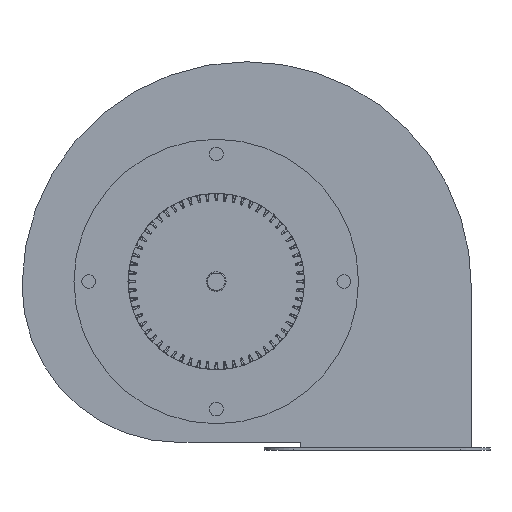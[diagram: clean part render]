
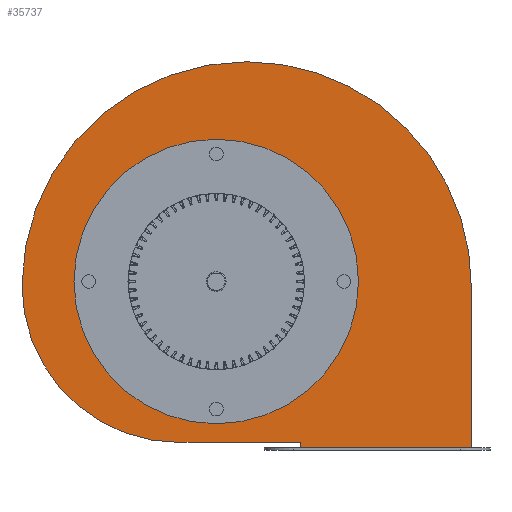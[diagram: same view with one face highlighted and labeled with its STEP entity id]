
A CAD part, left-side view. The second image highlights one B-rep face of the part: STEP entity #35737.
In plain terms, the highlighted face is planar.
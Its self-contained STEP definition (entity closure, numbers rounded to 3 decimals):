
#577 = LINE ( 'NONE', #28845, #44570 ) ;
#1229 = VERTEX_POINT ( 'NONE', #38451 ) ;
#2523 = DIRECTION ( 'NONE',  ( 0., -1., 0. ) ) ;
#4959 = EDGE_CURVE ( 'NONE', #50105, #8657, #49402, .T. ) ;
#5238 = DIRECTION ( 'NONE',  ( -1., 0., 0. ) ) ;
#5725 = ORIENTED_EDGE ( 'NONE', *, *, #38339, .T. ) ;
#6439 = ORIENTED_EDGE ( 'NONE', *, *, #28209, .T. ) ;
#8015 = DIRECTION ( 'NONE',  ( 0., 0., -1. ) ) ;
#8087 = VERTEX_POINT ( 'NONE', #20740 ) ;
#8203 = CARTESIAN_POINT ( 'NONE',  ( 0., 0., 44. ) ) ;
#8232 = AXIS2_PLACEMENT_3D ( 'NONE', #55650, #32648, #19725 ) ;
#8522 = LINE ( 'NONE', #49143, #35234 ) ;
#8618 = EDGE_CURVE ( 'NONE', #23224, #12429, #31173, .T. ) ;
#8657 = VERTEX_POINT ( 'NONE', #57682 ) ;
#8802 = DIRECTION ( 'NONE',  ( -1., 0., 0. ) ) ;
#8937 = EDGE_LOOP ( 'NONE', ( #31805, #6439, #15798, #26372, #54878, #12796, #5725 ) ) ;
#9385 = DIRECTION ( 'NONE',  ( 1., 0., 0. ) ) ;
#11689 = DIRECTION ( 'NONE',  ( 0., 0., -1. ) ) ;
#12357 = FACE_BOUND ( 'NONE', #26311, .T. ) ;
#12429 = VERTEX_POINT ( 'NONE', #49179 ) ;
#12796 = ORIENTED_EDGE ( 'NONE', *, *, #39889, .F. ) ;
#14133 = CARTESIAN_POINT ( 'NONE',  ( 112.001, -15.5, 44. ) ) ;
#15028 = DIRECTION ( 'NONE',  ( 0., -1., 0. ) ) ;
#15798 = ORIENTED_EDGE ( 'NONE', *, *, #46769, .F. ) ;
#16109 = DIRECTION ( 'NONE',  ( 1., 0., 0. ) ) ;
#19029 = VERTEX_POINT ( 'NONE', #31592 ) ;
#19725 = DIRECTION ( 'NONE',  ( 1., 0., 0. ) ) ;
#20323 = EDGE_CURVE ( 'NONE', #54564, #50105, #55828, .T. ) ;
#20740 = CARTESIAN_POINT ( 'NONE',  ( -72.5, 0., 44. ) ) ;
#21542 = DIRECTION ( 'NONE',  ( 1., 0., 0. ) ) ;
#23224 = VERTEX_POINT ( 'NONE', #31708 ) ;
#24348 = LINE ( 'NONE', #38445, #44198 ) ;
#25015 = CIRCLE ( 'NONE', #54179, 80. ) ;
#25159 = CIRCLE ( 'NONE', #8232, 72.5 ) ;
#25678 = AXIS2_PLACEMENT_3D ( 'NONE', #8203, #57655, #9385 ) ;
#26311 = EDGE_LOOP ( 'NONE', ( #46309, #38122 ) ) ;
#26372 = ORIENTED_EDGE ( 'NONE', *, *, #4959, .F. ) ;
#28209 = EDGE_CURVE ( 'NONE', #12429, #1229, #24348, .T. ) ;
#28845 = CARTESIAN_POINT ( 'NONE',  ( -82., 0., 44. ) ) ;
#31152 = EDGE_CURVE ( 'NONE', #8087, #44777, #25159, .T. ) ;
#31173 = LINE ( 'NONE', #49437, #56199 ) ;
#31592 = CARTESIAN_POINT ( 'NONE',  ( -82., 19., 44. ) ) ;
#31708 = CARTESIAN_POINT ( 'NONE',  ( -82., -42.8, 44. ) ) ;
#31805 = ORIENTED_EDGE ( 'NONE', *, *, #8618, .T. ) ;
#32648 = DIRECTION ( 'NONE',  ( 0., 0., 1. ) ) ;
#32987 = CARTESIAN_POINT ( 'NONE',  ( 72.5, 0., 44. ) ) ;
#33468 = CARTESIAN_POINT ( 'NONE',  ( -2., 99., 44. ) ) ;
#34662 = FACE_OUTER_BOUND ( 'NONE', #8937, .T. ) ;
#35234 = VECTOR ( 'NONE', #8802, 1000. ) ;
#35673 = EDGE_CURVE ( 'NONE', #44777, #8087, #51086, .T. ) ;
#35737 = ADVANCED_FACE ( 'NONE', ( #34662, #12357 ), #57382, .T. ) ;
#38122 = ORIENTED_EDGE ( 'NONE', *, *, #35673, .F. ) ;
#38339 = EDGE_CURVE ( 'NONE', #19029, #23224, #577, .T. ) ;
#38444 = CARTESIAN_POINT ( 'NONE',  ( -2., 19., 44. ) ) ;
#38445 = CARTESIAN_POINT ( 'NONE',  ( -84.8, 0., 44. ) ) ;
#38451 = CARTESIAN_POINT ( 'NONE',  ( -84.8, -130., 44. ) ) ;
#38829 = AXIS2_PLACEMENT_3D ( 'NONE', #47371, #52681, #47671 ) ;
#39889 = EDGE_CURVE ( 'NONE', #19029, #54564, #25015, .T. ) ;
#41474 = DIRECTION ( 'NONE',  ( 1., 0., 0. ) ) ;
#44198 = VECTOR ( 'NONE', #2523, 1000. ) ;
#44570 = VECTOR ( 'NONE', #15028, 1000. ) ;
#44777 = VERTEX_POINT ( 'NONE', #32987 ) ;
#45615 = DIRECTION ( 'NONE',  ( 0., 0., -1. ) ) ;
#46196 = CARTESIAN_POINT ( 'NONE',  ( -2.5, -15.5, 44. ) ) ;
#46309 = ORIENTED_EDGE ( 'NONE', *, *, #31152, .F. ) ;
#46574 = AXIS2_PLACEMENT_3D ( 'NONE', #46196, #45615, #41474 ) ;
#46769 = EDGE_CURVE ( 'NONE', #8657, #1229, #8522, .T. ) ;
#47371 = CARTESIAN_POINT ( 'NONE',  ( 0., 0., 44. ) ) ;
#47671 = DIRECTION ( 'NONE',  ( 1., 0., 0. ) ) ;
#47764 = CARTESIAN_POINT ( 'NONE',  ( -2.5, -15.5, 44. ) ) ;
#49143 = CARTESIAN_POINT ( 'NONE',  ( 0., -130., 44. ) ) ;
#49179 = CARTESIAN_POINT ( 'NONE',  ( -84.8, -42.8, 44. ) ) ;
#49402 = CIRCLE ( 'NONE', #46574, 114.501 ) ;
#49437 = CARTESIAN_POINT ( 'NONE',  ( 0., -42.8, 44. ) ) ;
#50105 = VERTEX_POINT ( 'NONE', #14133 ) ;
#51086 = CIRCLE ( 'NONE', #38829, 72.5 ) ;
#52042 = AXIS2_PLACEMENT_3D ( 'NONE', #47764, #8015, #21542 ) ;
#52681 = DIRECTION ( 'NONE',  ( 0., 0., 1. ) ) ;
#54179 = AXIS2_PLACEMENT_3D ( 'NONE', #38444, #11689, #16109 ) ;
#54564 = VERTEX_POINT ( 'NONE', #33468 ) ;
#54878 = ORIENTED_EDGE ( 'NONE', *, *, #20323, .F. ) ;
#55650 = CARTESIAN_POINT ( 'NONE',  ( 0., 0., 44. ) ) ;
#55828 = CIRCLE ( 'NONE', #52042, 114.501 ) ;
#56199 = VECTOR ( 'NONE', #5238, 1000. ) ;
#57382 = PLANE ( 'NONE',  #25678 ) ;
#57655 = DIRECTION ( 'NONE',  ( 0., 0., 1. ) ) ;
#57682 = CARTESIAN_POINT ( 'NONE',  ( -3., -130., 44. ) ) ;
